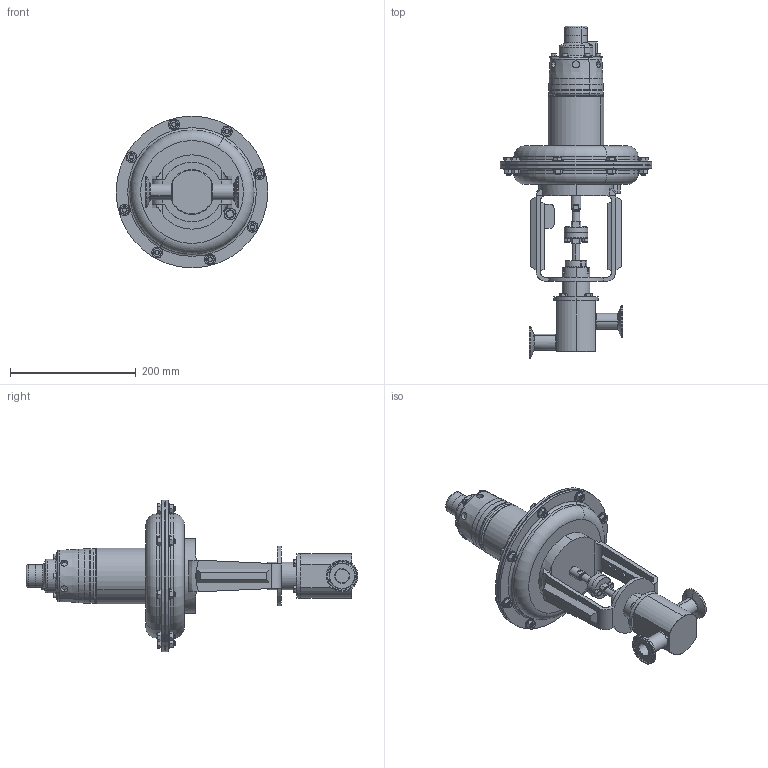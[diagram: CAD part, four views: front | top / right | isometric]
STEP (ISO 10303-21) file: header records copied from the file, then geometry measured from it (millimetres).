
FILE_DESCRIPTION (( 'STEP AP203' ), '1' );
FILE_NAME ('978ENTP-100-JD-35M.STEP', '2017-06-12T20:24:51', ( '' ), ( '' ), 'SwSTEP 2.0', 'SolidWorks 2014', '' );
FILE_SCHEMA (( 'CONFIG_CONTROL_DESIGN' ));
Length unit declared in the file: inch
Products named in the file (2): 978ENTP-100-JD-35M
Bounding box: 241.3 x 527.98 x 241.3 mm (x, y, z)
Volume: 3749157.5 mm3; surface area: 337376.2 mm2
Topology: 2 solids, 2 shells, 1015 faces, 2354 edges, 1428 vertices
Faces by surface type: plane 429, cone 285, cylinder 230, torus 60, bspline 11
Entity records: 31230 total; most frequent: CARTESIAN_POINT 8208, DIRECTION 4888, ORIENTED_EDGE 4684, EDGE_CURVE 2342, AXIS2_PLACEMENT_3D 1988, VERTEX_POINT 1428, EDGE_LOOP 1140, FACE_OUTER_BOUND 1015
